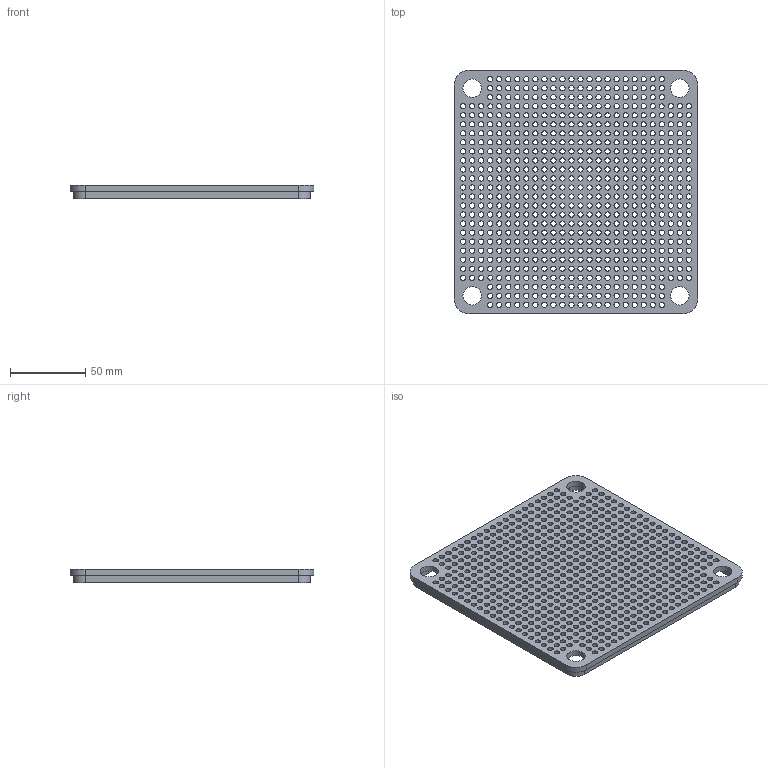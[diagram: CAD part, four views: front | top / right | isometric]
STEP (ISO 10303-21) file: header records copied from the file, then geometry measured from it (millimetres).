
FILE_DESCRIPTION(/* description */ (''),/* implementation_level */ '2;1');
FILE_NAME(/* name */ 'lid.step',/* time_stamp */ '2023-09-21T20:36:41+10:00',/* author */ (''),/* organization */ (''),/* preprocessor_version */ 'ST-DEVELOPER v20',/* originating_system */ 'Autodesk Translation Framework v12.9.0.99',/* authorisation */ '');
FILE_SCHEMA (('AUTOMOTIVE_DESIGN { 1 0 10303 214 3 1 1 }'));
Length unit declared in the file: millimetre
Products named in the file (1): lid
Bounding box: 162 x 162 x 9 mm (x, y, z)
Volume: 84241.8 mm3; surface area: 76444.7 mm2
Topology: 1 solids, 1 shells, 672 faces, 2004 edges, 1336 vertices
Faces by surface type: cylinder 656, plane 16
Full cylindrical faces by diameter (mm): 3.1 x4, 3.5 x636, 12.3 x4
Entity records: 26016 total; most frequent: DIRECTION 4662, CARTESIAN_POINT 4013, ORIENTED_EDGE 4008, EDGE_CURVE 2004, AXIS2_PLACEMENT_3D 1985, EDGE_LOOP 1962, VERTEX_POINT 1336, CIRCLE 1312
